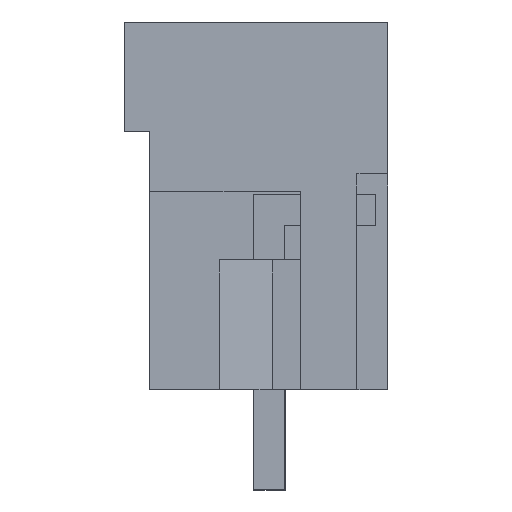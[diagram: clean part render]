
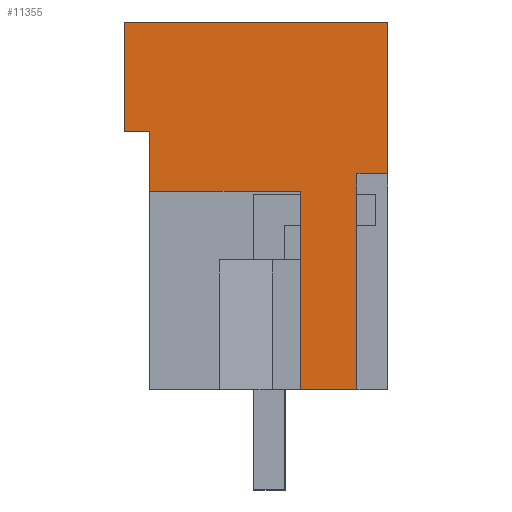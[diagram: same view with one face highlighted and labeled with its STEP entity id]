
A CAD part, left-side view. The second image highlights one B-rep face of the part: STEP entity #11355.
In plain terms, the highlighted planar face has unit normal (-1, 0, 0).
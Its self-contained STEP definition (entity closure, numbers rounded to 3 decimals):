
#11331=AXIS2_PLACEMENT_3D('Plane Axis2P3D',#11328,#11329,#11330) ;
#555=CARTESIAN_POINT('Vertex',(0.,8.405,14.95)) ;
#558=CARTESIAN_POINT('Line Origine',(0.,4.203,14.95)) ;
#562=CARTESIAN_POINT('Vertex',(0.,0.,14.95)) ;
#3540=CARTESIAN_POINT('Vertex',(0.,8.405,11.45)) ;
#3543=CARTESIAN_POINT('Line Origine',(0.,8.405,13.2)) ;
#10330=CARTESIAN_POINT('Vertex',(0.,2.785,9.55)) ;
#10335=CARTESIAN_POINT('Line Origine',(0.,5.193,9.55)) ;
#10339=CARTESIAN_POINT('Vertex',(0.,7.6,9.55)) ;
#10414=CARTESIAN_POINT('Vertex',(0.,2.785,3.2)) ;
#10417=CARTESIAN_POINT('Line Origine',(0.,2.785,6.375)) ;
#10449=CARTESIAN_POINT('Vertex',(0.,0.,10.096)) ;
#10454=CARTESIAN_POINT('Line Origine',(0.,0.489,10.096)) ;
#10458=CARTESIAN_POINT('Vertex',(0.,0.978,10.096)) ;
#10527=CARTESIAN_POINT('Vertex',(0.,0.978,3.2)) ;
#10530=CARTESIAN_POINT('Line Origine',(0.,1.881,3.2)) ;
#10925=CARTESIAN_POINT('Line Origine',(0.,7.6,10.5)) ;
#10929=CARTESIAN_POINT('Vertex',(0.,7.6,11.45)) ;
#11252=CARTESIAN_POINT('Line Origine',(0.,8.003,11.45)) ;
#11328=CARTESIAN_POINT('Axis2P3D Location',(0.,8.405,0.)) ;
#11333=CARTESIAN_POINT('Line Origine',(0.,0.978,6.648)) ;
#11338=CARTESIAN_POINT('Line Origine',(0.,0.,12.523)) ;
#559=DIRECTION('Vector Direction',(0.,1.,0.)) ;
#3544=DIRECTION('Vector Direction',(0.,0.,-1.)) ;
#10336=DIRECTION('Vector Direction',(0.,-1.,0.)) ;
#10418=DIRECTION('Vector Direction',(0.,0.,-1.)) ;
#10455=DIRECTION('Vector Direction',(0.,1.,0.)) ;
#10531=DIRECTION('Vector Direction',(0.,1.,0.)) ;
#10926=DIRECTION('Vector Direction',(0.,0.,-1.)) ;
#11253=DIRECTION('Vector Direction',(0.,1.,0.)) ;
#11329=DIRECTION('Axis2P3D Direction',(-1.,0.,0.)) ;
#11330=DIRECTION('Axis2P3D XDirection',(0.,-1.,0.)) ;
#11334=DIRECTION('Vector Direction',(0.,0.,-1.)) ;
#11339=DIRECTION('Vector Direction',(0.,0.,1.)) ;
#560=VECTOR('Line Direction',#559,1.) ;
#3545=VECTOR('Line Direction',#3544,1.) ;
#10337=VECTOR('Line Direction',#10336,1.) ;
#10419=VECTOR('Line Direction',#10418,1.) ;
#10456=VECTOR('Line Direction',#10455,1.) ;
#10532=VECTOR('Line Direction',#10531,1.) ;
#10927=VECTOR('Line Direction',#10926,1.) ;
#11254=VECTOR('Line Direction',#11253,1.) ;
#11335=VECTOR('Line Direction',#11334,1.) ;
#11340=VECTOR('Line Direction',#11339,1.) ;
#11344=ORIENTED_EDGE('',*,*,#10534,.T.) ;
#11345=ORIENTED_EDGE('',*,*,#11337,.F.) ;
#11346=ORIENTED_EDGE('',*,*,#10460,.F.) ;
#11347=ORIENTED_EDGE('',*,*,#11342,.T.) ;
#11348=ORIENTED_EDGE('',*,*,#564,.T.) ;
#11349=ORIENTED_EDGE('',*,*,#3547,.T.) ;
#11350=ORIENTED_EDGE('',*,*,#11256,.T.) ;
#11351=ORIENTED_EDGE('',*,*,#10931,.T.) ;
#11352=ORIENTED_EDGE('',*,*,#10341,.F.) ;
#11353=ORIENTED_EDGE('',*,*,#10421,.F.) ;
#11355=ADVANCED_FACE('HOUSING',(#11354),#11332,.T.) ;
#564=EDGE_CURVE('',#563,#556,#561,.T.) ;
#3547=EDGE_CURVE('',#556,#3541,#3546,.T.) ;
#10341=EDGE_CURVE('',#10331,#10340,#10338,.F.) ;
#10421=EDGE_CURVE('',#10415,#10331,#10420,.F.) ;
#10460=EDGE_CURVE('',#10450,#10459,#10457,.T.) ;
#10534=EDGE_CURVE('',#10415,#10528,#10533,.F.) ;
#10931=EDGE_CURVE('',#10930,#10340,#10928,.T.) ;
#11256=EDGE_CURVE('',#3541,#10930,#11255,.F.) ;
#11337=EDGE_CURVE('',#10459,#10528,#11336,.T.) ;
#11342=EDGE_CURVE('',#10450,#563,#11341,.T.) ;
#11343=EDGE_LOOP('',(#11344,#11345,#11346,#11347,#11348,#11349,#11350,#11351,#11352,#11353)) ;
#11354=FACE_OUTER_BOUND('',#11343,.T.) ;
#561=LINE('Line',#558,#560) ;
#3546=LINE('Line',#3543,#3545) ;
#10338=LINE('Line',#10335,#10337) ;
#10420=LINE('Line',#10417,#10419) ;
#10457=LINE('Line',#10454,#10456) ;
#10533=LINE('Line',#10530,#10532) ;
#10928=LINE('Line',#10925,#10927) ;
#11255=LINE('Line',#11252,#11254) ;
#11336=LINE('Line',#11333,#11335) ;
#11341=LINE('Line',#11338,#11340) ;
#11332=PLANE('',#11331) ;
#556=VERTEX_POINT('',#555) ;
#563=VERTEX_POINT('',#562) ;
#3541=VERTEX_POINT('',#3540) ;
#10331=VERTEX_POINT('',#10330) ;
#10340=VERTEX_POINT('',#10339) ;
#10415=VERTEX_POINT('',#10414) ;
#10450=VERTEX_POINT('',#10449) ;
#10459=VERTEX_POINT('',#10458) ;
#10528=VERTEX_POINT('',#10527) ;
#10930=VERTEX_POINT('',#10929) ;
